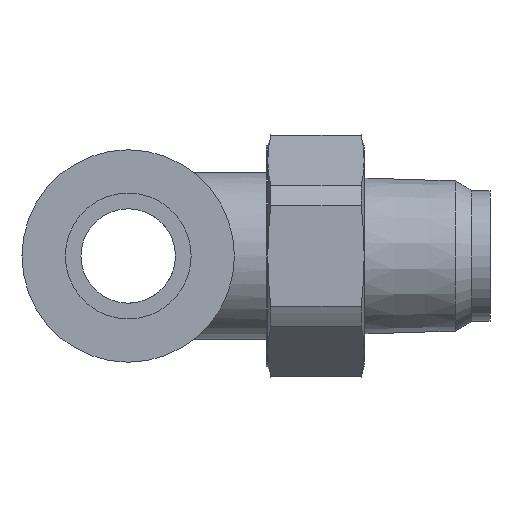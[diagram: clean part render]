
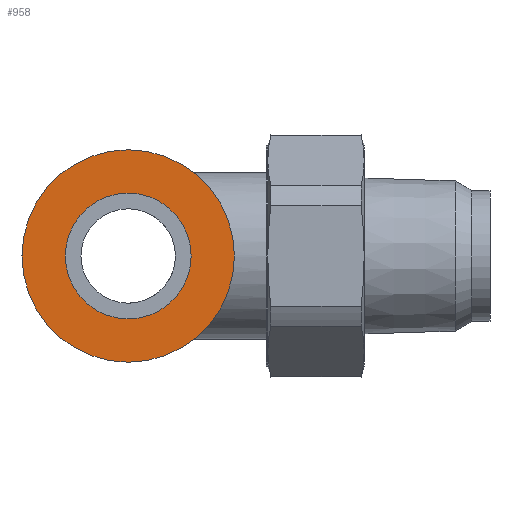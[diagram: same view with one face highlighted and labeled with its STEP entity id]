
A CAD part, left-side view. The second image highlights one B-rep face of the part: STEP entity #958.
In plain terms, the highlighted planar face has unit normal (-1, 0, 0).
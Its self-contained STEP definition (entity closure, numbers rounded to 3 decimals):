
#135=PLANE('',#1066);
#222=ORIENTED_EDGE('',*,*,#449,.F.);
#223=ORIENTED_EDGE('',*,*,#448,.T.);
#448=EDGE_CURVE('',#565,#565,#642,.T.);
#449=EDGE_CURVE('',#566,#566,#643,.T.);
#565=VERTEX_POINT('',#1576);
#566=VERTEX_POINT('',#1579);
#642=CIRCLE('',#1065,6.75);
#643=CIRCLE('',#1067,4.);
#724=EDGE_LOOP('',(#222));
#725=EDGE_LOOP('',(#223));
#836=FACE_BOUND('',#724,.T.);
#837=FACE_BOUND('',#725,.T.);
#958=ADVANCED_FACE('',(#836,#837),#135,.F.);
#1065=AXIS2_PLACEMENT_3D('',#1575,#1270,#1271);
#1066=AXIS2_PLACEMENT_3D('',#1577,#1272,#1273);
#1067=AXIS2_PLACEMENT_3D('',#1578,#1274,#1275);
#1270=DIRECTION('',(-1.,0.,0.));
#1271=DIRECTION('',(0.,-1.,0.));
#1272=DIRECTION('',(1.,0.,0.));
#1273=DIRECTION('',(0.,1.,0.));
#1274=DIRECTION('',(-1.,0.,0.));
#1275=DIRECTION('',(0.,0.,1.));
#1575=CARTESIAN_POINT('',(-26.25,0.,0.));
#1576=CARTESIAN_POINT('',(-26.25,-6.75,0.));
#1577=CARTESIAN_POINT('',(-26.25,-6.75,0.));
#1578=CARTESIAN_POINT('',(-26.25,0.,0.));
#1579=CARTESIAN_POINT('',(-26.25,0.,4.));
